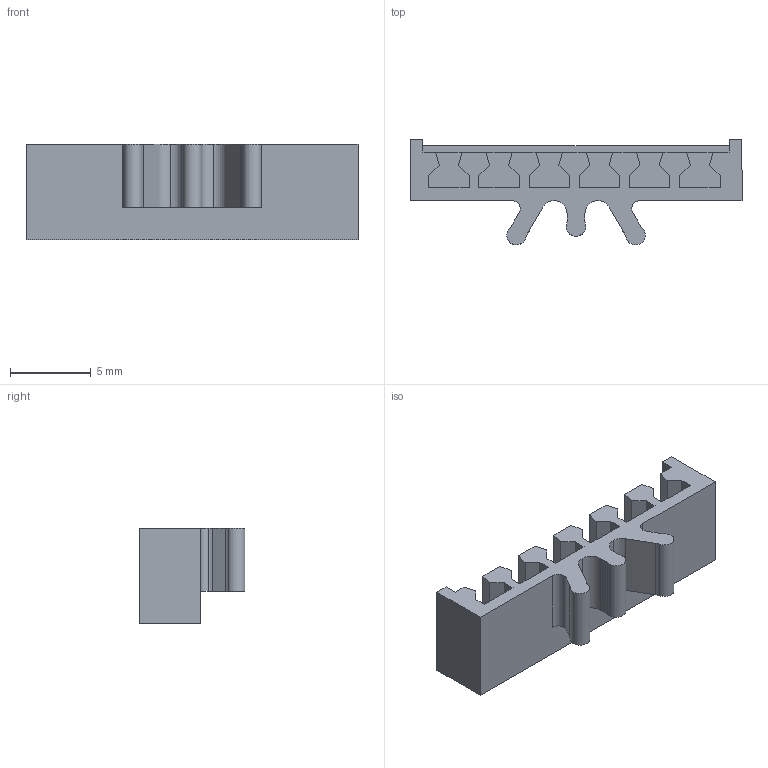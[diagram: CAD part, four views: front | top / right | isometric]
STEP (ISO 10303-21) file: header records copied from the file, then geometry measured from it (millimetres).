
FILE_DESCRIPTION (( 'STEP AP214' ), '1' );
FILE_NAME ('43094_DN-MTA.step', '2014-05-29T09:39:32', ( '' ), ( '' ), 'SwSTEP 2.0', 'SolidWorks 2013', '' );
FILE_SCHEMA (( 'AUTOMOTIVE_DESIGN' ));
Length unit declared in the file: millimetre
Products named in the file (1): 43094_DN-MTA
Bounding box: 20.5 x 6.53 x 5.9 mm (x, y, z)
Volume: 303.3 mm3; surface area: 658.7 mm2
Topology: 1 solids, 1 shells, 88 faces, 254 edges, 168 vertices
Faces by surface type: plane 69, cylinder 19
Entity records: 2898 total; most frequent: CARTESIAN_POINT 511, ORIENTED_EDGE 508, DIRECTION 470, EDGE_CURVE 254, VECTOR 216, LINE 216, VERTEX_POINT 168, AXIS2_PLACEMENT_3D 127
